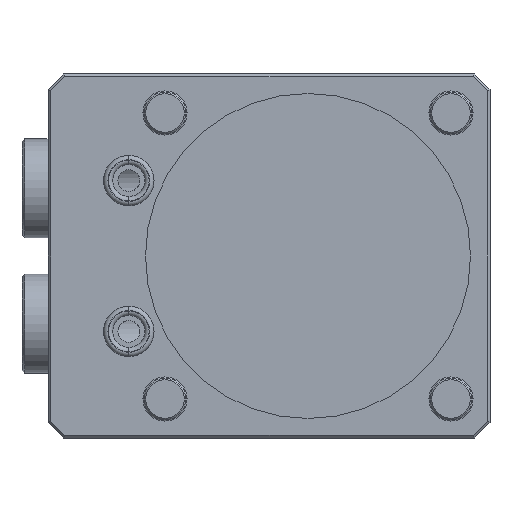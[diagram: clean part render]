
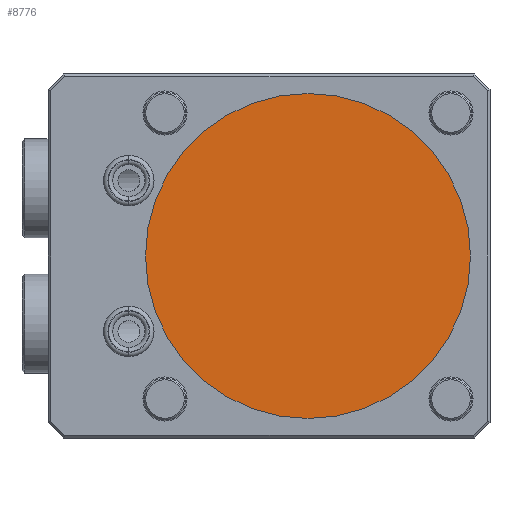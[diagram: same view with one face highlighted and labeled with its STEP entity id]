
A CAD part, front view. The second image highlights one B-rep face of the part: STEP entity #8776.
In plain terms, the highlighted planar face has unit normal (0, -1, 0).
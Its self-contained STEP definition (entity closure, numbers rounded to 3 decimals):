
#181 = PLANE ( 'NONE',  #7198 ) ;
#1825 = CARTESIAN_POINT ( 'NONE',  ( 0., -79., 0. ) ) ;
#2511 = DIRECTION ( 'NONE',  ( 0., 1., 0. ) ) ;
#2931 = AXIS2_PLACEMENT_3D ( 'NONE', #1825, #14304, #3210 ) ;
#3210 = DIRECTION ( 'NONE',  ( 0., 0., 1. ) ) ;
#3956 = CARTESIAN_POINT ( 'NONE',  ( -31.25, -79., 0. ) ) ;
#4741 = EDGE_LOOP ( 'NONE', ( #15589, #15047 ) ) ;
#4970 = CARTESIAN_POINT ( 'NONE',  ( 0., -79., 0. ) ) ;
#5176 = DIRECTION ( 'NONE',  ( 0., -1., 0. ) ) ;
#6557 = CARTESIAN_POINT ( 'NONE',  ( 0., -79., -31.25 ) ) ;
#7198 = AXIS2_PLACEMENT_3D ( 'NONE', #3956, #5176, #15506 ) ;
#8776 = ADVANCED_FACE ( 'NONE', ( #11418 ), #181, .T. ) ;
#9418 = CIRCLE ( 'NONE', #13636, 31.25 ) ;
#9525 = EDGE_CURVE ( 'NONE', #10385, #12324, #9997, .T. ) ;
#9997 = CIRCLE ( 'NONE', #2931, 31.25 ) ;
#10385 = VERTEX_POINT ( 'NONE', #12853 ) ;
#11418 = FACE_OUTER_BOUND ( 'NONE', #4741, .T. ) ;
#12324 = VERTEX_POINT ( 'NONE', #6557 ) ;
#12853 = CARTESIAN_POINT ( 'NONE',  ( 0., -79., 31.25 ) ) ;
#13636 = AXIS2_PLACEMENT_3D ( 'NONE', #4970, #2511, #14831 ) ;
#14304 = DIRECTION ( 'NONE',  ( 0., 1., 0. ) ) ;
#14831 = DIRECTION ( 'NONE',  ( 0., 0., 1. ) ) ;
#15047 = ORIENTED_EDGE ( 'NONE', *, *, #15998, .F. ) ;
#15506 = DIRECTION ( 'NONE',  ( 0., 0., -1. ) ) ;
#15589 = ORIENTED_EDGE ( 'NONE', *, *, #9525, .F. ) ;
#15998 = EDGE_CURVE ( 'NONE', #12324, #10385, #9418, .T. ) ;
